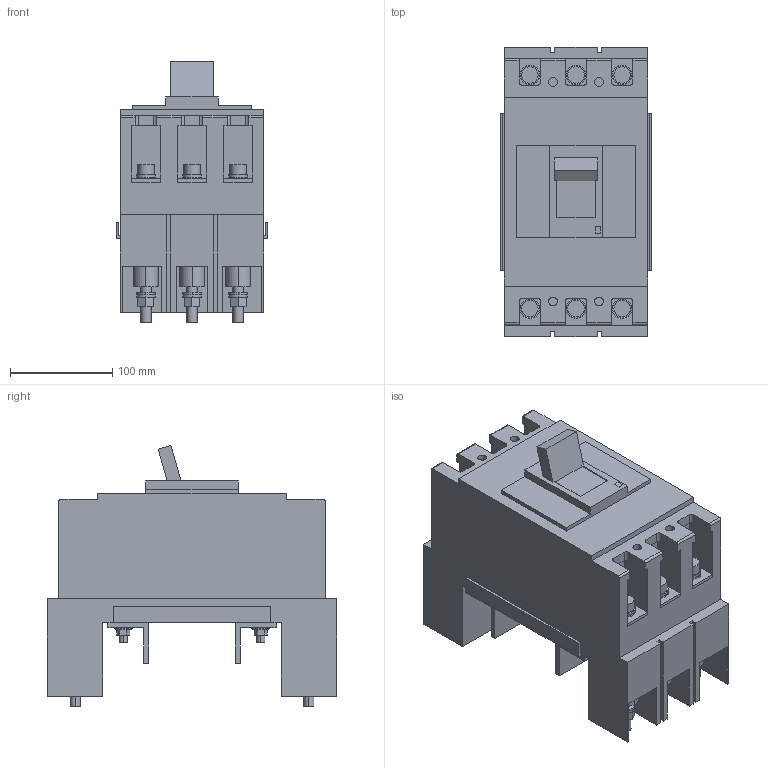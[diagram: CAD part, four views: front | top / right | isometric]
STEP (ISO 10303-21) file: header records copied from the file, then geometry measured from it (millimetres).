
FILE_DESCRIPTION (( 'STEP AP214' ), '1' );
FILE_NAME ('PS400NF3MC.STEP', '2023-01-20T10:59:34', ( 'CAD' ), ( '' ), 'SwSTEP 2.0', 'SolidWorks 2015', '' );
FILE_SCHEMA (( 'AUTOMOTIVE_DESIGN' ));
Length unit declared in the file: millimetre
Products named in the file (1): PS400NF3MC
Bounding box: 148 x 282 x 254.6 mm (x, y, z)
Volume: 5185420.4 mm3; surface area: 599991.1 mm2
Topology: 65 solids, 65 shells, 683 faces, 1536 edges, 1024 vertices
Faces by surface type: plane 407, cylinder 276
Entity records: 23498 total; most frequent: DIRECTION 3456, CARTESIAN_POINT 3244, ORIENTED_EDGE 3072, EDGE_CURVE 1536, AXIS2_PLACEMENT_3D 1236, VERTEX_POINT 1024, VECTOR 984, LINE 984
